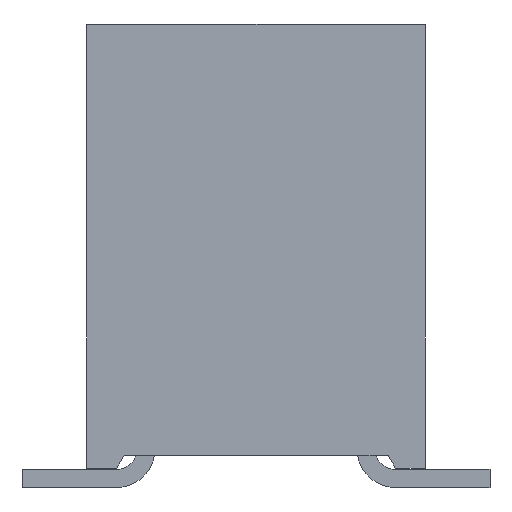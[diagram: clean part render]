
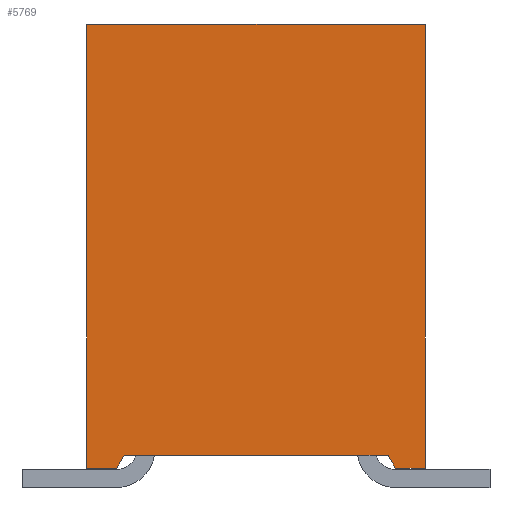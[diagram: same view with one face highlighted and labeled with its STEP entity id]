
A CAD part, left-side view. The second image highlights one B-rep face of the part: STEP entity #5769.
In plain terms, the highlighted planar face has unit normal (-1, 0, 0).
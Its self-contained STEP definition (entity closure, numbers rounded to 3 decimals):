
#435=FACE_OUTER_BOUND($,#777,.T.);
#777=EDGE_LOOP($,(#4958,#4959,#4960,#4961,#4962,#4963,#4964,#4965));
#1542=LINE($,#9234,#2286);
#1543=LINE($,#9236,#2287);
#1544=LINE($,#9238,#2288);
#1545=LINE($,#9240,#2289);
#1546=LINE($,#9242,#2290);
#1547=LINE($,#9244,#2291);
#1548=LINE($,#9246,#2292);
#1549=LINE($,#9247,#2293);
#2286=VECTOR($,#7633,0.147);
#2287=VECTOR($,#7634,2.592);
#2288=VECTOR($,#7635,0.147);
#2289=VECTOR($,#7636,0.294);
#2290=VECTOR($,#7637,4.36);
#2291=VECTOR($,#7638,3.33);
#2292=VECTOR($,#7639,4.36);
#2293=VECTOR($,#7640,0.297);
#2774=VERTEX_POINT($,#9232);
#2775=VERTEX_POINT($,#9233);
#2776=VERTEX_POINT($,#9235);
#2777=VERTEX_POINT($,#9237);
#2778=VERTEX_POINT($,#9239);
#2779=VERTEX_POINT($,#9241);
#2780=VERTEX_POINT($,#9243);
#2781=VERTEX_POINT($,#9245);
#3542=EDGE_CURVE($,#2774,#2775,#1542,.T.);
#3543=EDGE_CURVE($,#2775,#2776,#1543,.T.);
#3544=EDGE_CURVE($,#2776,#2777,#1544,.T.);
#3545=EDGE_CURVE($,#2777,#2778,#1545,.T.);
#3546=EDGE_CURVE($,#2779,#2778,#1546,.T.);
#3547=EDGE_CURVE($,#2779,#2780,#1547,.T.);
#3548=EDGE_CURVE($,#2780,#2781,#1548,.T.);
#3549=EDGE_CURVE($,#2781,#2774,#1549,.T.);
#4958=ORIENTED_EDGE($,*,*,#3542,.T.);
#4959=ORIENTED_EDGE($,*,*,#3543,.T.);
#4960=ORIENTED_EDGE($,*,*,#3544,.T.);
#4961=ORIENTED_EDGE($,*,*,#3545,.T.);
#4962=ORIENTED_EDGE($,*,*,#3546,.F.);
#4963=ORIENTED_EDGE($,*,*,#3547,.T.);
#4964=ORIENTED_EDGE($,*,*,#3548,.T.);
#4965=ORIENTED_EDGE($,*,*,#3549,.T.);
#5427=PLANE($,#6162);
#5769=ADVANCED_FACE($,(#435),#5427,.T.);
#6162=AXIS2_PLACEMENT_3D($,#9231,#7631,#7632);
#7631=DIRECTION('center_axis',(-1.,0.,0.));
#7632=DIRECTION('ref_axis',(0.,0.,-1.));
#7633=DIRECTION($,(0.,-0.5,0.866));
#7634=DIRECTION($,(0.,-1.,0.));
#7635=DIRECTION($,(0.,-0.5,-0.866));
#7636=DIRECTION($,(0.,-1.,0.));
#7637=DIRECTION($,(0.,0.,-1.));
#7638=DIRECTION($,(0.,1.,0.));
#7639=DIRECTION($,(0.,0.,-1.));
#7640=DIRECTION($,(0.,-1.,0.));
#9231=CARTESIAN_POINT('Origin',(-8.945,0.,
2.37));
#9232=CARTESIAN_POINT('',(-8.945,1.368,0.19));
#9233=CARTESIAN_POINT('',(-8.945,1.295,0.317));
#9234=CARTESIAN_POINT($,(-8.945,0.688,1.367));
#9235=CARTESIAN_POINT('',(-8.945,-1.297,0.317));
#9236=CARTESIAN_POINT($,(-8.945,-0.649,0.317));
#9237=CARTESIAN_POINT('',(-8.945,-1.371,0.19));
#9238=CARTESIAN_POINT($,(-8.945,-0.727,1.304));
#9239=CARTESIAN_POINT('',(-8.945,-1.665,0.19));
#9240=CARTESIAN_POINT($,(-8.945,0.,0.19));
#9241=CARTESIAN_POINT('',(-8.945,-1.665,4.55));
#9242=CARTESIAN_POINT($,(-8.945,-1.665,2.37));
#9243=CARTESIAN_POINT('',(-8.945,1.665,4.55));
#9244=CARTESIAN_POINT($,(-8.945,0.,4.55));
#9245=CARTESIAN_POINT('',(-8.945,1.665,0.19));
#9246=CARTESIAN_POINT($,(-8.945,1.665,2.37));
#9247=CARTESIAN_POINT($,(-8.945,0.,0.19));
